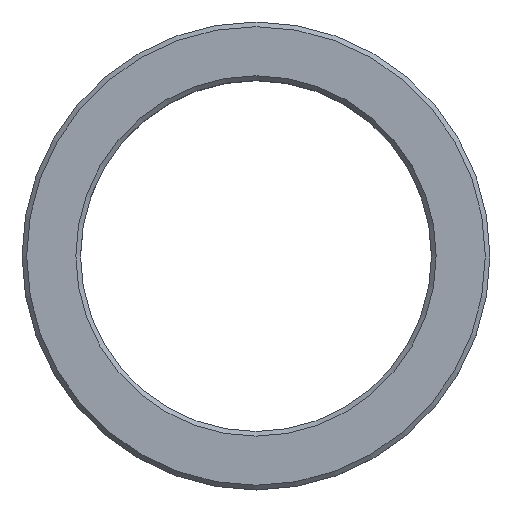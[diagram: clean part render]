
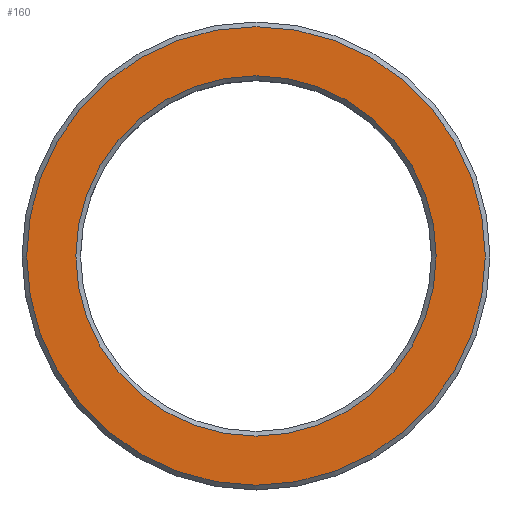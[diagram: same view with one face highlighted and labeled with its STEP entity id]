
A CAD part, top view. The second image highlights one B-rep face of the part: STEP entity #160.
In plain terms, the highlighted planar face has unit normal (0, 0, 1).
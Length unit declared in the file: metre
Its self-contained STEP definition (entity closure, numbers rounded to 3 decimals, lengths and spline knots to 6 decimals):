
#160=ADVANCED_FACE('',(#189,#190),#191,.T.);
#189=FACE_BOUND('',#3138,.T.);
#190=FACE_OUTER_BOUND('',#3139,.T.);
#191=PLANE('',#3140);
#3138=EDGE_LOOP('',(#6112));
#3139=EDGE_LOOP('',(#6113));
#3140=AXIS2_PLACEMENT_3D('',#6114,#6115,#6116);
#6112=ORIENTED_EDGE('',*,*,#6173,.T.);
#6113=ORIENTED_EDGE('',*,*,#6166,.F.);
#6114=CARTESIAN_POINT('',(0.049,0.0,0.04));
#6115=DIRECTION('',(0.0,0.,1.0));
#6116=DIRECTION('',(0.0,-1.0,0.));
#6166=EDGE_CURVE('',#6197,#6197,#6198,.T.);
#6173=EDGE_CURVE('',#6209,#6209,#6210,.T.);
#6197=VERTEX_POINT('',#6303);
#6198=CIRCLE('',#6304,0.049);
#6209=VERTEX_POINT('',#6375);
#6210=CIRCLE('',#6376,0.0385);
#6303=CARTESIAN_POINT('',(0.0,0.049,0.04));
#6304=AXIS2_PLACEMENT_3D('',#6403,#6404,#6405);
#6375=CARTESIAN_POINT('',(0.0,0.0385,0.04));
#6376=AXIS2_PLACEMENT_3D('',#6418,#6419,#6420);
#6403=CARTESIAN_POINT('',(0.0,0.0,0.04));
#6404=DIRECTION('',(0.0,0.,-1.0));
#6405=DIRECTION('',(0.0,1.0,0.));
#6418=CARTESIAN_POINT('',(0.0,0.0,0.04));
#6419=DIRECTION('',(0.0,0.,-1.0));
#6420=DIRECTION('',(0.0,1.0,0.));
